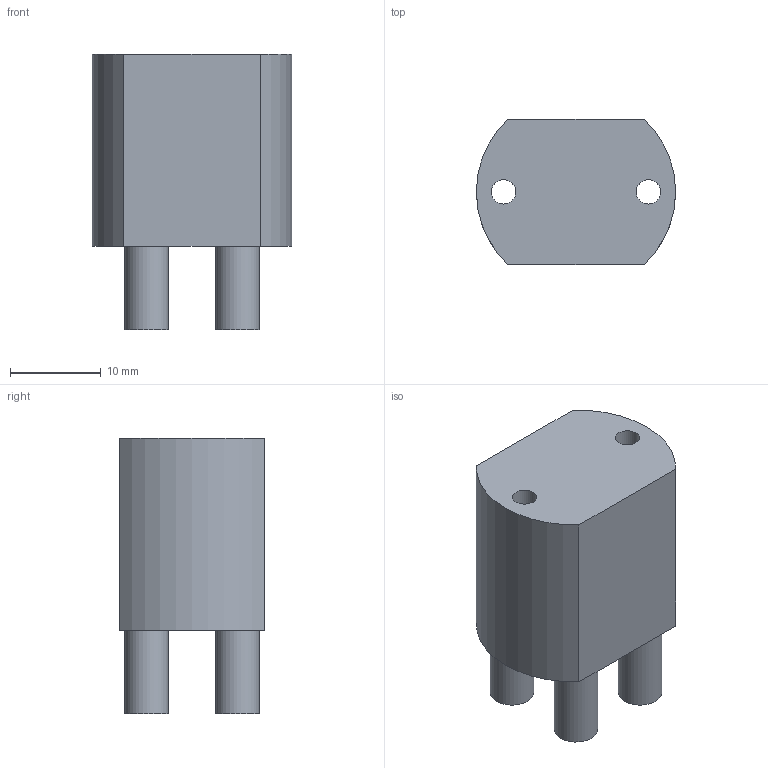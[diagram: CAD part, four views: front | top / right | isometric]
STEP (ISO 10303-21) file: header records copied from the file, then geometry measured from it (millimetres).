
FILE_DESCRIPTION(/* description */ (''),/* implementation_level */ '2;1');
FILE_NAME(/* name */ 'Caster_wheel_inner_plug_2_02.stp',/* time_stamp */ '2019-03-28T11:01:18+01:00',/* author */ ('Varga Daniel'),/* organization */ (''),/* preprocessor_version */ 'ST-DEVELOPER v17.2',/* originating_system */ 'Autodesk Inventor 2019',/* authorisation */ '');
FILE_SCHEMA (('AUTOMOTIVE_DESIGN { 1 0 10303 214 3 1 1 }'));
Length unit declared in the file: millimetre
Products named in the file (1): Caster_wheel_inner_plug_2_02
Bounding box: 22 x 16 x 30.43 mm (x, y, z)
Volume: 6908 mm3; surface area: 3086.8 mm2
Topology: 1 solids, 1 shells, 20 faces, 36 edges, 24 vertices
Faces by surface type: cylinder 10, plane 10
Full cylindrical faces by diameter (mm): 2.7 x2, 4 x2, 4.8 x4
Entity records: 569 total; most frequent: DIRECTION 98, CARTESIAN_POINT 81, ORIENTED_EDGE 72, AXIS2_PLACEMENT_3D 41, EDGE_CURVE 36, EDGE_LOOP 30, VERTEX_POINT 24, STYLED_ITEM 21
